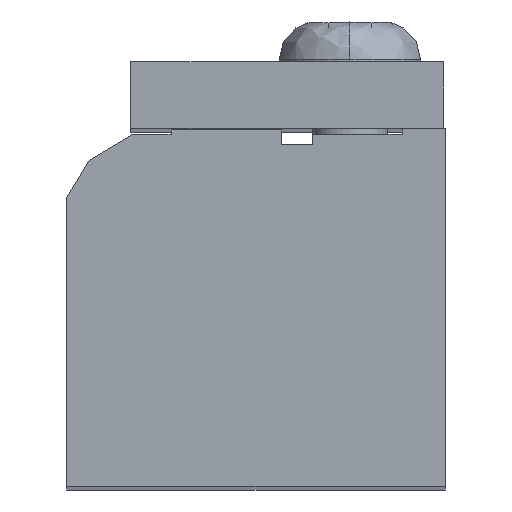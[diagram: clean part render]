
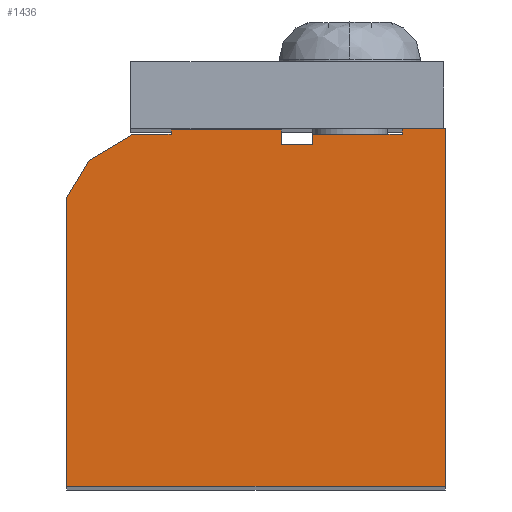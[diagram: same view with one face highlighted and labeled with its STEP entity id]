
A CAD part, top view. The second image highlights one B-rep face of the part: STEP entity #1436.
In plain terms, the highlighted planar face has unit normal (0, 0, 1).
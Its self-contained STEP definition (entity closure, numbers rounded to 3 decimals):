
#6 = EDGE_CURVE ( 'NONE', #101, #2173, #2031, .T. ) ;
#26 = CARTESIAN_POINT ( 'NONE',  ( 95.14, 265.32, 75. ) ) ;
#101 = VERTEX_POINT ( 'NONE', #852 ) ;
#133 = CARTESIAN_POINT ( 'NONE',  ( 77.04, 264.92, 75. ) ) ;
#157 = FACE_OUTER_BOUND ( 'NONE', #3412, .T. ) ;
#190 = CARTESIAN_POINT ( 'NONE',  ( 79.64, 264.92, 75. ) ) ;
#234 = ORIENTED_EDGE ( 'NONE', *, *, #975, .T. ) ;
#251 = CARTESIAN_POINT ( 'NONE',  ( 74.14, 263.177, 75. ) ) ;
#267 = VECTOR ( 'NONE', #1961, 1000. ) ;
#287 = CARTESIAN_POINT ( 'NONE',  ( 79.64, 265.218, 75. ) ) ;
#346 = CARTESIAN_POINT ( 'NONE',  ( 98.04, 265.32, 75. ) ) ;
#363 = DIRECTION ( 'NONE',  ( 0., 1., 0. ) ) ;
#370 = CARTESIAN_POINT ( 'NONE',  ( 72.64, 241.32, 75. ) ) ;
#382 = DIRECTION ( 'NONE',  ( 0., -1., 0. ) ) ;
#436 = CARTESIAN_POINT ( 'NONE',  ( 72.64, 260.681, 75. ) ) ;
#439 = CARTESIAN_POINT ( 'NONE',  ( 89.146, 264.22, 75. ) ) ;
#593 = VERTEX_POINT ( 'NONE', #3970 ) ;
#675 = DIRECTION ( 'NONE',  ( -0.515, -0.857, 0. ) ) ;
#677 = VECTOR ( 'NONE', #3731, 1000. ) ;
#684 = LINE ( 'NONE', #3755, #677 ) ;
#795 = DIRECTION ( 'NONE',  ( -1., 0., 0. ) ) ;
#815 = VECTOR ( 'NONE', #4070, 1000. ) ;
#828 = LINE ( 'NONE', #4062, #815 ) ;
#835 = EDGE_CURVE ( 'NONE', #2724, #1777, #953, .T. ) ;
#846 = CARTESIAN_POINT ( 'NONE',  ( 98.04, 241.32, 75. ) ) ;
#852 = CARTESIAN_POINT ( 'NONE',  ( 72.64, 241.32, 75. ) ) ;
#859 = EDGE_CURVE ( 'NONE', #875, #593, #828, .T. ) ;
#869 = VECTOR ( 'NONE', #795, 1000. ) ;
#875 = VERTEX_POINT ( 'NONE', #4008 ) ;
#879 = VECTOR ( 'NONE', #4257, 1000. ) ;
#953 = LINE ( 'NONE', #4140, #879 ) ;
#975 = EDGE_CURVE ( 'NONE', #3935, #2024, #684, .T. ) ;
#1077 = VERTEX_POINT ( 'NONE', #3341 ) ;
#1114 = LINE ( 'NONE', #346, #4505 ) ;
#1155 = CARTESIAN_POINT ( 'NONE',  ( 87.046, 264.22, 75. ) ) ;
#1183 = ORIENTED_EDGE ( 'NONE', *, *, #1574, .T. ) ;
#1402 = ORIENTED_EDGE ( 'NONE', *, *, #4142, .F. ) ;
#1436 = ADVANCED_FACE ( 'NONE', ( #157 ), #2418, .T. ) ;
#1537 = EDGE_CURVE ( 'NONE', #2522, #3691, #3832, .T. ) ;
#1554 = LINE ( 'NONE', #846, #869 ) ;
#1574 = EDGE_CURVE ( 'NONE', #2024, #1077, #4739, .T. ) ;
#1658 = AXIS2_PLACEMENT_3D ( 'NONE', #2459, #2412, #2410 ) ;
#1708 = CARTESIAN_POINT ( 'NONE',  ( 87.046, 265.218, 75. ) ) ;
#1747 = CARTESIAN_POINT ( 'NONE',  ( 89.146, 264.22, 75. ) ) ;
#1777 = VERTEX_POINT ( 'NONE', #1155 ) ;
#1852 = ORIENTED_EDGE ( 'NONE', *, *, #859, .T. ) ;
#1872 = EDGE_CURVE ( 'NONE', #4764, #101, #1554, .T. ) ;
#1961 = DIRECTION ( 'NONE',  ( -0.857, -0.515, 0. ) ) ;
#2024 = VERTEX_POINT ( 'NONE', #133 ) ;
#2029 = VECTOR ( 'NONE', #363, 1000. ) ;
#2031 = LINE ( 'NONE', #370, #2029 ) ;
#2050 = CARTESIAN_POINT ( 'NONE',  ( 77.04, 264.92, 75. ) ) ;
#2064 = ORIENTED_EDGE ( 'NONE', *, *, #1537, .T. ) ;
#2075 = DIRECTION ( 'NONE',  ( -1., 0., 0. ) ) ;
#2087 = CARTESIAN_POINT ( 'NONE',  ( 85.795, 265.32, 75. ) ) ;
#2173 = VERTEX_POINT ( 'NONE', #436 ) ;
#2209 = DIRECTION ( 'NONE',  ( -1., 0., 0. ) ) ;
#2219 = CARTESIAN_POINT ( 'NONE',  ( 87.046, 265.218, 75. ) ) ;
#2309 = ORIENTED_EDGE ( 'NONE', *, *, #3332, .F. ) ;
#2410 = DIRECTION ( 'NONE',  ( 1., 0., 0. ) ) ;
#2412 = DIRECTION ( 'NONE',  ( 0., 0., 1. ) ) ;
#2418 = PLANE ( 'NONE',  #1658 ) ;
#2459 = CARTESIAN_POINT ( 'NONE',  ( 85.795, 253.154, 75. ) ) ;
#2493 = ORIENTED_EDGE ( 'NONE', *, *, #2694, .F. ) ;
#2522 = VERTEX_POINT ( 'NONE', #4128 ) ;
#2556 = ORIENTED_EDGE ( 'NONE', *, *, #4266, .T. ) ;
#2600 = ORIENTED_EDGE ( 'NONE', *, *, #2684, .F. ) ;
#2634 = VECTOR ( 'NONE', #3435, 1000. ) ;
#2666 = EDGE_CURVE ( 'NONE', #2522, #4764, #1114, .T. ) ;
#2684 = EDGE_CURVE ( 'NONE', #3935, #3109, #4545, .T. ) ;
#2694 = EDGE_CURVE ( 'NONE', #875, #3691, #3287, .T. ) ;
#2724 = VERTEX_POINT ( 'NONE', #1747 ) ;
#2725 = LINE ( 'NONE', #251, #3034 ) ;
#2842 = VERTEX_POINT ( 'NONE', #1708 ) ;
#2979 = VECTOR ( 'NONE', #2209, 1000. ) ;
#3034 = VECTOR ( 'NONE', #675, 1000. ) ;
#3109 = VERTEX_POINT ( 'NONE', #287 ) ;
#3211 = VECTOR ( 'NONE', #4465, 1000. ) ;
#3281 = VECTOR ( 'NONE', #4839, 1000. ) ;
#3287 = LINE ( 'NONE', #4101, #3211 ) ;
#3332 = EDGE_CURVE ( 'NONE', #2842, #1777, #4422, .T. ) ;
#3341 = CARTESIAN_POINT ( 'NONE',  ( 74.14, 263.177, 75. ) ) ;
#3355 = DIRECTION ( 'NONE',  ( 0., 1., 0. ) ) ;
#3400 = LINE ( 'NONE', #4528, #2979 ) ;
#3412 = EDGE_LOOP ( 'NONE', ( #2556, #2600, #234, #1183, #4927, #4033, #3761, #4921, #2064, #2493, #1852, #1402, #3532, #2309 ) ) ;
#3435 = DIRECTION ( 'NONE',  ( 0., -1., 0. ) ) ;
#3496 = EDGE_CURVE ( 'NONE', #1077, #2173, #2725, .T. ) ;
#3532 = ORIENTED_EDGE ( 'NONE', *, *, #835, .T. ) ;
#3691 = VERTEX_POINT ( 'NONE', #26 ) ;
#3731 = DIRECTION ( 'NONE',  ( -1., 0., 0. ) ) ;
#3755 = CARTESIAN_POINT ( 'NONE',  ( 85.795, 264.92, 75. ) ) ;
#3761 = ORIENTED_EDGE ( 'NONE', *, *, #1872, .F. ) ;
#3832 = LINE ( 'NONE', #2087, #3834 ) ;
#3834 = VECTOR ( 'NONE', #2075, 1000. ) ;
#3935 = VERTEX_POINT ( 'NONE', #190 ) ;
#3970 = CARTESIAN_POINT ( 'NONE',  ( 89.146, 264.92, 75. ) ) ;
#4008 = CARTESIAN_POINT ( 'NONE',  ( 95.14, 264.92, 75. ) ) ;
#4033 = ORIENTED_EDGE ( 'NONE', *, *, #6, .F. ) ;
#4062 = CARTESIAN_POINT ( 'NONE',  ( 85.795, 264.92, 75. ) ) ;
#4070 = DIRECTION ( 'NONE',  ( -1., 0., 0. ) ) ;
#4101 = CARTESIAN_POINT ( 'NONE',  ( 95.14, 264.92, 75. ) ) ;
#4128 = CARTESIAN_POINT ( 'NONE',  ( 98.04, 265.32, 75. ) ) ;
#4140 = CARTESIAN_POINT ( 'NONE',  ( 85.795, 264.22, 75. ) ) ;
#4142 = EDGE_CURVE ( 'NONE', #2724, #593, #4357, .T. ) ;
#4257 = DIRECTION ( 'NONE',  ( -1., 0., 0. ) ) ;
#4266 = EDGE_CURVE ( 'NONE', #2842, #3109, #3400, .T. ) ;
#4318 = CARTESIAN_POINT ( 'NONE',  ( 98.04, 241.32, 75. ) ) ;
#4357 = LINE ( 'NONE', #439, #4591 ) ;
#4422 = LINE ( 'NONE', #2219, #2634 ) ;
#4465 = DIRECTION ( 'NONE',  ( 0., 1., 0. ) ) ;
#4505 = VECTOR ( 'NONE', #382, 1000. ) ;
#4528 = CARTESIAN_POINT ( 'NONE',  ( 85.795, 265.218, 75. ) ) ;
#4545 = LINE ( 'NONE', #4784, #3281 ) ;
#4591 = VECTOR ( 'NONE', #3355, 1000. ) ;
#4739 = LINE ( 'NONE', #2050, #267 ) ;
#4764 = VERTEX_POINT ( 'NONE', #4318 ) ;
#4784 = CARTESIAN_POINT ( 'NONE',  ( 79.64, 264.92, 75. ) ) ;
#4839 = DIRECTION ( 'NONE',  ( 0., 1., 0. ) ) ;
#4921 = ORIENTED_EDGE ( 'NONE', *, *, #2666, .F. ) ;
#4927 = ORIENTED_EDGE ( 'NONE', *, *, #3496, .T. ) ;
